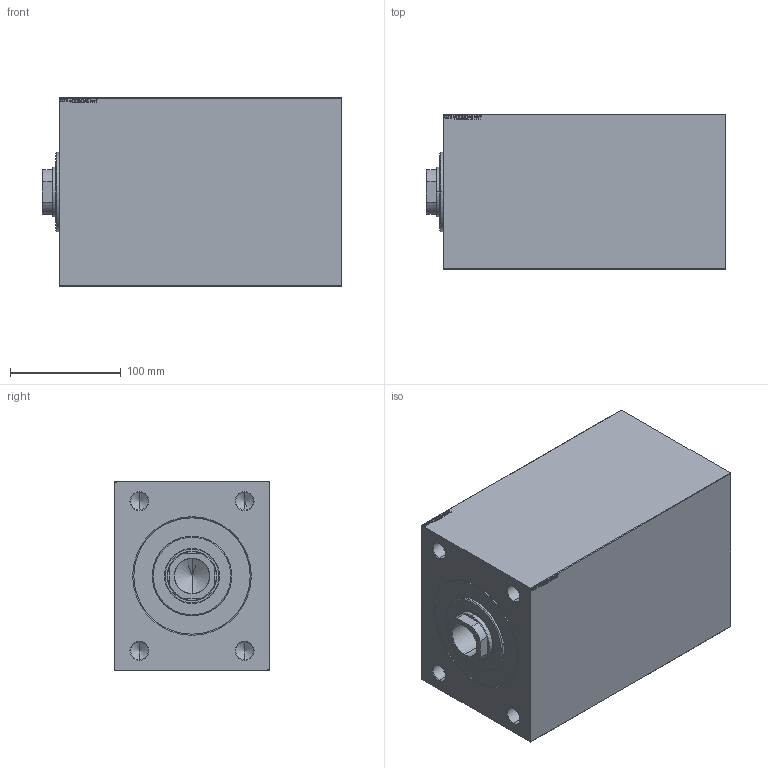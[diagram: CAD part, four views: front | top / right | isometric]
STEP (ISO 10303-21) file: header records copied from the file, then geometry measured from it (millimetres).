
FILE_DESCRIPTION (( 'STEP AP203' ), '1' );
FILE_NAME ('7434.STEP', '2024-02-12T00:40:05', ( '' ), ( '' ), 'SwSTEP 2.0', 'SolidWorks 2019', '' );
FILE_SCHEMA (( 'CONFIG_CONTROL_DESIGN' ));
Length unit declared in the file: millimetre
Products named in the file (4): 7434; V450CM_VC_B 95d49c28391c48d142ba2a7a0aabf188; V450CM_B_Body 95d49c28391c48d142ba2a7a0aabf188; V450CM_B_VCP 95d49c28391c48d142ba2a7a0aabf188
Assembly tree (3 placements, depth 2):
  7434
    V450CM_B_Body 95d49c28391c48d142ba2a7a0aabf188
    V450CM_B_VCP 95d49c28391c48d142ba2a7a0aabf188
    V450CM_VC_B 95d49c28391c48d142ba2a7a0aabf188
Bounding box: 270 x 140 x 170 mm (x, y, z)
Volume: 5056530.3 mm3; surface area: 384559.4 mm2
Topology: 3 solids, 3 shells, 879 faces, 2248 edges, 1473 vertices
Faces by surface type: plane 401, bspline 380, cylinder 52, cone 46
Entity records: 44218 total; most frequent: CARTESIAN_POINT 25088, ORIENTED_EDGE 4460, DIRECTION 2608, EDGE_CURVE 2230, VERTEX_POINT 1473, VECTOR 1326, LINE 1326, EDGE_LOOP 999
